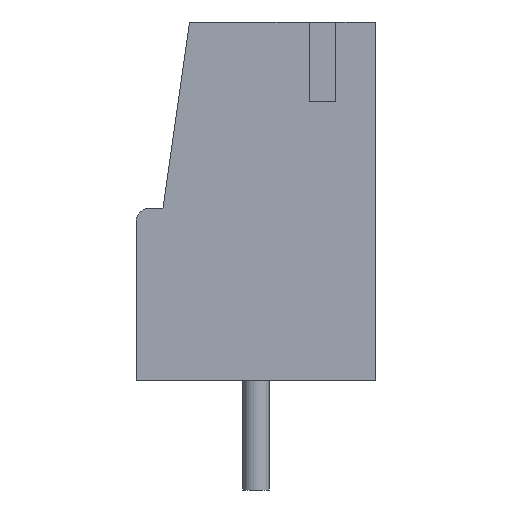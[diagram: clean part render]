
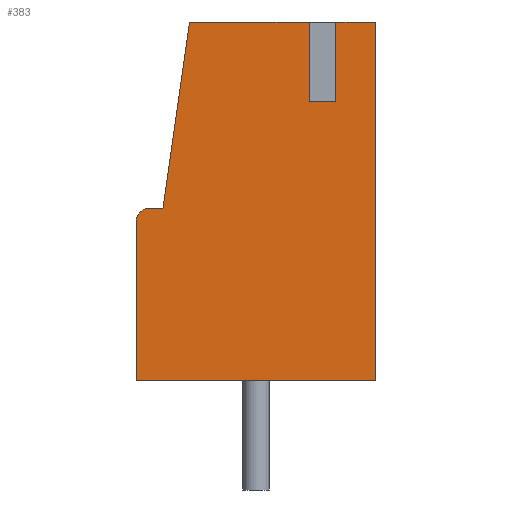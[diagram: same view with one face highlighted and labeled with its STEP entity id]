
A CAD part, front view. The second image highlights one B-rep face of the part: STEP entity #383.
In plain terms, the highlighted planar face has unit normal (0, -1, 0).
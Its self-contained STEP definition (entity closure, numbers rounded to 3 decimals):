
#13=DIRECTION('',(0.,0.,1.));
#14=DIRECTION('',(1.,0.,0.));
#63=VERTEX_POINT('',#64);
#64=CARTESIAN_POINT('',(4.5,-15.,0.));
#67=DIRECTION('',(0.,-1.,0.));
#68=ORIENTED_EDGE('',*,*,#69,.T.);
#69=EDGE_CURVE('',#63,#70,#72,.T.);
#70=VERTEX_POINT('',#71);
#71=CARTESIAN_POINT('',(4.5,-15.,13.5));
#72=LINE('',#64,#73);
#73=VECTOR('',#13,1.);
#84=DIRECTION('',(-1.,0.,0.));
#93=VECTOR('',#14,1.);
#105=VECTOR('',#84,1.);
#248=VERTEX_POINT('',#249);
#249=CARTESIAN_POINT('',(-4.5,-15.,0.));
#250=ORIENTED_EDGE('',*,*,#251,.T.);
#251=EDGE_CURVE('',#248,#63,#252,.T.);
#252=LINE('',#249,#93);
#265=ORIENTED_EDGE('',*,*,#266,.T.);
#266=EDGE_CURVE('',#70,#267,#269,.T.);
#267=VERTEX_POINT('',#268);
#268=CARTESIAN_POINT('',(3.,-15.,13.5));
#269=LINE('',#71,#105);
#283=VERTEX_POINT('',#284);
#284=CARTESIAN_POINT('',(2.,-15.,13.5));
#287=ORIENTED_EDGE('',*,*,#288,.T.);
#288=EDGE_CURVE('',#283,#289,#269,.T.);
#289=VERTEX_POINT('',#290);
#290=CARTESIAN_POINT('',(-2.5,-15.,13.5));
#350=DIRECTION('',(0.,0.,-1.));
#361=VECTOR('',#362,1.);
#362=DIRECTION('',(-0.141,0.,-0.99));
#378=VECTOR('',#350,1.);
#383=ADVANCED_FACE('',(#384),#422,.T.);
#384=FACE_BOUND('',#385,.T.);
#385=EDGE_LOOP('',(#250,#68,#265,#386,#392,#398,#287,#402,#407,#412,#419));
#386=ORIENTED_EDGE('',*,*,#387,.F.);
#387=EDGE_CURVE('',#388,#267,#390,.T.);
#388=VERTEX_POINT('',#389);
#389=CARTESIAN_POINT('',(3.,-15.,10.5));
#390=LINE('',#391,#73);
#391=CARTESIAN_POINT('',(3.,-15.,8.471));
#392=ORIENTED_EDGE('',*,*,#393,.T.);
#393=EDGE_CURVE('',#388,#394,#396,.T.);
#394=VERTEX_POINT('',#395);
#395=CARTESIAN_POINT('',(2.,-15.,10.5));
#396=LINE('',#397,#105);
#397=CARTESIAN_POINT('',(1.163,-15.,10.5));
#398=ORIENTED_EDGE('',*,*,#399,.T.);
#399=EDGE_CURVE('',#394,#283,#400,.T.);
#400=LINE('',#401,#73);
#401=CARTESIAN_POINT('',(2.,-15.,8.471));
#402=ORIENTED_EDGE('',*,*,#403,.T.);
#403=EDGE_CURVE('',#289,#404,#406,.T.);
#404=VERTEX_POINT('',#405);
#405=CARTESIAN_POINT('',(-3.5,-15.,6.5));
#406=LINE('',#290,#361);
#407=ORIENTED_EDGE('',*,*,#408,.T.);
#408=EDGE_CURVE('',#404,#409,#411,.T.);
#409=VERTEX_POINT('',#410);
#410=CARTESIAN_POINT('',(-4.,-15.,6.5));
#411=LINE('',#405,#105);
#412=ORIENTED_EDGE('',*,*,#413,.T.);
#413=EDGE_CURVE('',#409,#414,#416,.T.);
#414=VERTEX_POINT('',#415);
#415=CARTESIAN_POINT('',(-4.5,-15.,6.));
#416=ELLIPSE('',#417,0.5,0.5);
#417=AXIS2_PLACEMENT_3D('',#418,#67,#14);
#418=CARTESIAN_POINT('',(-4.,-15.,6.));
#419=ORIENTED_EDGE('',*,*,#420,.T.);
#420=EDGE_CURVE('',#414,#248,#421,.T.);
#421=LINE('',#415,#378);
#422=PLANE('',#423);
#423=AXIS2_PLACEMENT_3D('',#424,#67,#350);
#424=CARTESIAN_POINT('',(0.326,-15.,6.442));
